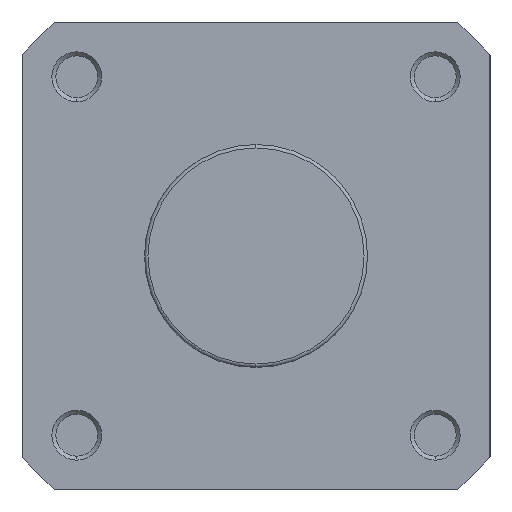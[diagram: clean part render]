
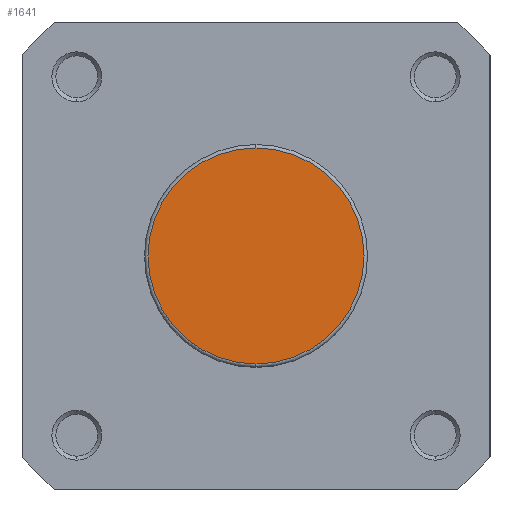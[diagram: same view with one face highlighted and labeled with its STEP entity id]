
A CAD part, left-side view. The second image highlights one B-rep face of the part: STEP entity #1641.
In plain terms, the highlighted planar face has unit normal (-1, 0, 0).
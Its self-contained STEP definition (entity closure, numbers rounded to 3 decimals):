
#92 = VERTEX_POINT ( 'NONE', #274 ) ;
#93 = VERTEX_POINT ( 'NONE', #275 ) ;
#274 = CARTESIAN_POINT ( 'NONE',  ( 0., 0., 21.7 ) ) ;
#275 = CARTESIAN_POINT ( 'NONE',  ( 0., 0., -21.7 ) ) ;
#573 = CARTESIAN_POINT ( 'NONE',  ( 0., 0., 0. ) ) ;
#574 = DIRECTION ( 'NONE',  ( -1., 0., 0. ) ) ;
#575 = DIRECTION ( 'NONE',  ( 0., 0., -1. ) ) ;
#775 = CARTESIAN_POINT ( 'NONE',  ( 0., 0., 0. ) ) ;
#782 = DIRECTION ( 'NONE',  ( -1., 0., 0. ) ) ;
#783 = DIRECTION ( 'NONE',  ( 0., 0., -1. ) ) ;
#1172 = CARTESIAN_POINT ( 'NONE',  ( 0., 22.4, 0. ) ) ;
#1173 = PLANE ( 'NONE',  #2100 ) ;
#1174 = DIRECTION ( 'NONE',  ( 1., 0., 0. ) ) ;
#1175 = DIRECTION ( 'NONE',  ( 0., 0., -1. ) ) ;
#1410 = EDGE_CURVE ( 'NONE', #92, #93, #4486, .T. ) ;
#1495 = EDGE_CURVE ( 'NONE', #93, #92, #2403, .T. ) ;
#1641 = ADVANCED_FACE ( 'NONE', ( #2618 ), #1173, .F. ) ;
#1946 = AXIS2_PLACEMENT_3D ( 'NONE', #573, #574, #575 ) ;
#1984 = AXIS2_PLACEMENT_3D ( 'NONE', #775, #782, #783 ) ;
#2100 = AXIS2_PLACEMENT_3D ( 'NONE', #1172, #1174, #1175 ) ;
#2403 = CIRCLE ( 'NONE', #1984, 21.7 ) ;
#2618 = FACE_OUTER_BOUND ( 'NONE', #5387, .T. ) ;
#4486 = CIRCLE ( 'NONE', #1946, 21.7 ) ;
#4987 = ORIENTED_EDGE ( 'NONE', *, *, #1495, .T. ) ;
#4988 = ORIENTED_EDGE ( 'NONE', *, *, #1410, .T. ) ;
#5387 = EDGE_LOOP ( 'NONE', ( #4987, #4988 ) ) ;
